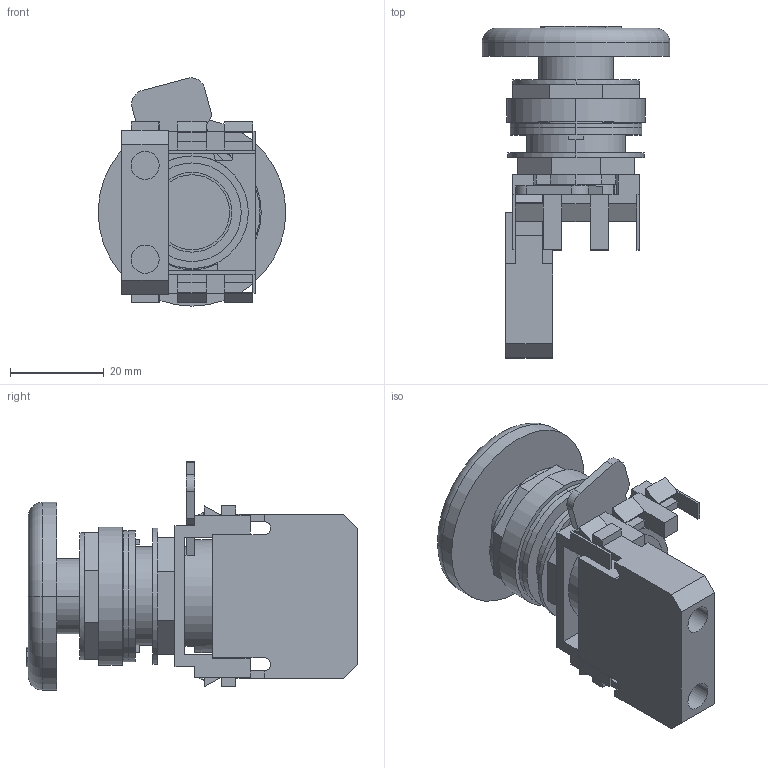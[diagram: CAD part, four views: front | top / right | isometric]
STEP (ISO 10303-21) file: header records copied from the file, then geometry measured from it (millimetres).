
FILE_DESCRIPTION (( 'STEP AP214' ), '1' );
FILE_NAME ('E22LLB2B.step', '2018-07-05T19:25:11', ( '' ), ( '' ), 'SwSTEP 2.0', 'SolidWorks 2017', '' );
FILE_SCHEMA (( 'AUTOMOTIVE_DESIGN' ));
Length unit declared in the file: millimetre
Products named in the file (1): E22LLB2B
Bounding box: 40 x 70.75 x 48.63 mm (x, y, z)
Volume: 29898.1 mm3; surface area: 19637.6 mm2
Topology: 8 solids, 8 shells, 255 faces, 696 edges, 446 vertices
Faces by surface type: plane 207, cylinder 46, torus 2
Entity records: 8093 total; most frequent: CARTESIAN_POINT 1398, ORIENTED_EDGE 1392, DIRECTION 1326, EDGE_CURVE 696, VECTOR 578, LINE 578, VERTEX_POINT 446, AXIS2_PLACEMENT_3D 374
